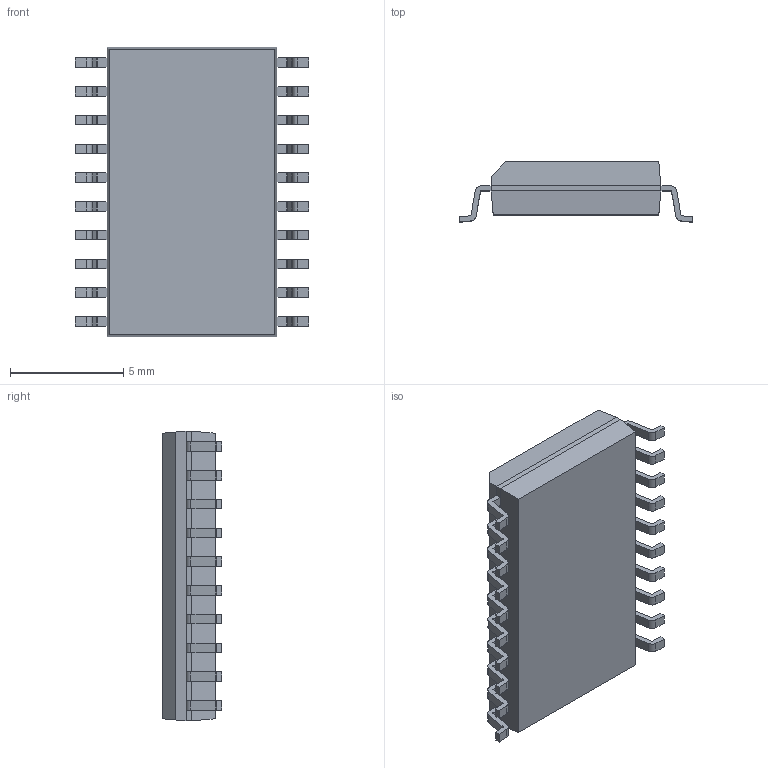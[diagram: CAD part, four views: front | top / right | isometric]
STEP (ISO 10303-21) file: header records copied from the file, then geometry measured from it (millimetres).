
FILE_DESCRIPTION (( 'STEP AP214' ), '1' );
FILE_NAME ('74AHC244D,112.STEP', '2023-11-24T21:48:54', ( '' ), ( '' ), 'SwSTEP 2.0', 'SolidWorks 2021', '' );
FILE_SCHEMA (( 'AUTOMOTIVE_DESIGN' ));
Length unit declared in the file: millimetre
Products named in the file (1): 74AHC244D,112
Bounding box: 10.32 x 2.65 x 12.8 mm (x, y, z)
Volume: 223.9 mm3; surface area: 343.5 mm2
Topology: 21 solids, 21 shells, 297 faces, 757 edges, 502 vertices
Faces by surface type: plane 216, cylinder 81
Entity records: 9143 total; most frequent: CARTESIAN_POINT 1563, ORIENTED_EDGE 1514, DIRECTION 1513, EDGE_CURVE 757, LINE 593, VECTOR 593, VERTEX_POINT 502, AXIS2_PLACEMENT_3D 460
